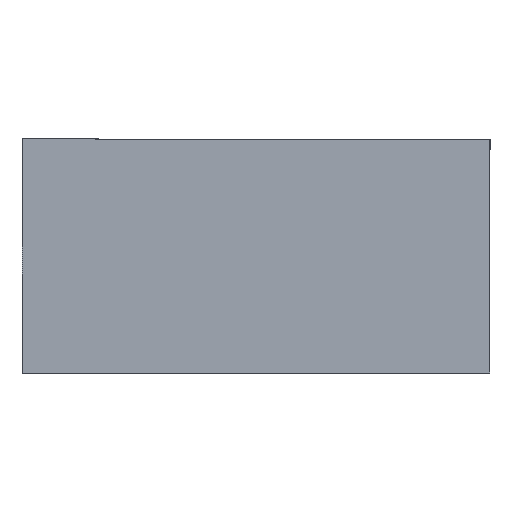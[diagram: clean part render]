
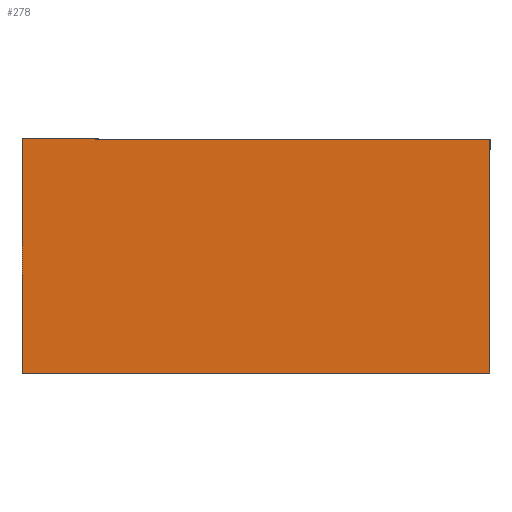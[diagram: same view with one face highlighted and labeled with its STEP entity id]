
A CAD part, left-side view. The second image highlights one B-rep face of the part: STEP entity #278.
In plain terms, the highlighted planar face has unit normal (-1, 0, 0).
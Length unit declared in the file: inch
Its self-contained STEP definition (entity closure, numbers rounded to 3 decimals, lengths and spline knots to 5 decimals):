
#28=PLANE('',#314);
#42=FACE_OUTER_BOUND('',#60,.T.);
#60=EDGE_LOOP('',(#233,#234,#235,#236));
#79=LINE('',#432,#107);
#89=LINE('',#454,#117);
#90=LINE('',#455,#118);
#91=LINE('',#456,#119);
#107=VECTOR('',#359,0.3937);
#117=VECTOR('',#377,0.3937);
#118=VECTOR('',#378,0.3937);
#119=VECTOR('',#379,0.3937);
#145=VERTEX_POINT('',#428);
#146=VERTEX_POINT('',#430);
#153=VERTEX_POINT('',#452);
#154=VERTEX_POINT('',#453);
#175=EDGE_CURVE('',#146,#145,#79,.T.);
#185=EDGE_CURVE('',#153,#154,#89,.T.);
#186=EDGE_CURVE('',#153,#145,#90,.T.);
#187=EDGE_CURVE('',#154,#146,#91,.T.);
#233=ORIENTED_EDGE('',*,*,#185,.F.);
#234=ORIENTED_EDGE('',*,*,#186,.T.);
#235=ORIENTED_EDGE('',*,*,#175,.F.);
#236=ORIENTED_EDGE('',*,*,#187,.F.);
#278=ADVANCED_FACE('',(#42),#28,.T.);
#314=AXIS2_PLACEMENT_3D('',#451,#375,#376);
#359=DIRECTION('',(0.,0.,-1.));
#375=DIRECTION('center_axis',(-1.,0.,0.));
#376=DIRECTION('ref_axis',(0.,0.,-1.));
#377=DIRECTION('',(0.,0.,1.));
#378=DIRECTION('',(0.,-1.,0.));
#379=DIRECTION('',(0.,-1.,0.));
#428=CARTESIAN_POINT('',(-0.86558,0.99905,-1.20304));
#430=CARTESIAN_POINT('',(-0.86558,0.99905,-0.70304));
#432=CARTESIAN_POINT('',(-0.86558,0.99905,-1.20304));
#451=CARTESIAN_POINT('Origin',(-0.86558,1.99905,-0.70304));
#452=CARTESIAN_POINT('',(-0.86558,1.99905,-1.20304));
#453=CARTESIAN_POINT('',(-0.86558,1.99905,-0.70304));
#454=CARTESIAN_POINT('',(-0.86558,1.99905,-1.20304));
#455=CARTESIAN_POINT('',(-0.86558,1.99905,-1.20304));
#456=CARTESIAN_POINT('',(-0.86558,1.99905,-0.70304));
